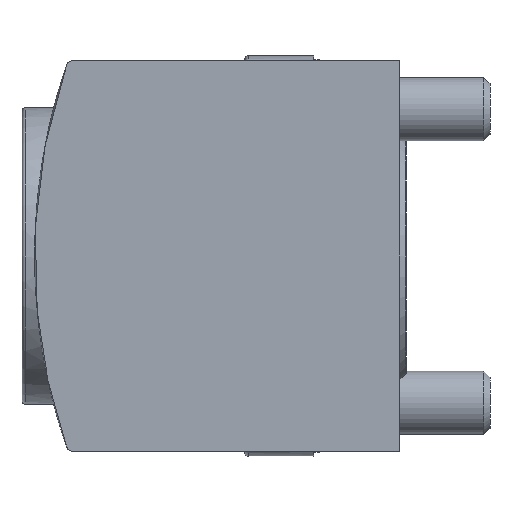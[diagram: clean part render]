
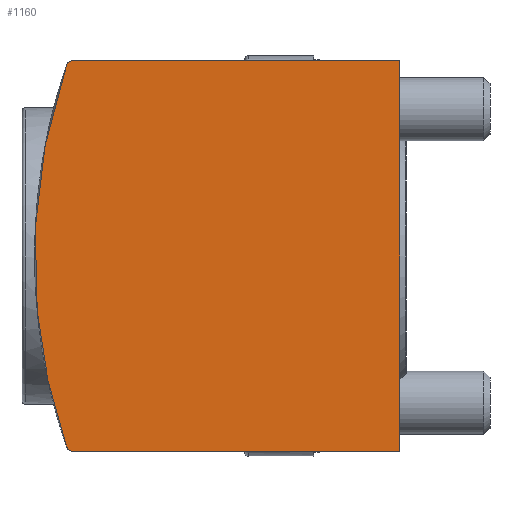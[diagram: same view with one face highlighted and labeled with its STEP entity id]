
A CAD part, left-side view. The second image highlights one B-rep face of the part: STEP entity #1160.
In plain terms, the highlighted planar face has unit normal (-1, 0.018, 0).
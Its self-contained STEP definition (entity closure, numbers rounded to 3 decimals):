
#133=PLANE('',#1289);
#181=ELLIPSE('',#1275,46.507,46.5);
#183=ELLIPSE('',#1278,0.5,0.5);
#185=ELLIPSE('',#1283,0.5,0.5);
#225=ORIENTED_EDGE('',*,*,#499,.T.);
#226=ORIENTED_EDGE('',*,*,#492,.T.);
#227=ORIENTED_EDGE('',*,*,#486,.T.);
#228=ORIENTED_EDGE('',*,*,#510,.T.);
#229=ORIENTED_EDGE('',*,*,#506,.T.);
#230=ORIENTED_EDGE('',*,*,#515,.F.);
#486=EDGE_CURVE('',#636,#635,#181,.T.);
#492=EDGE_CURVE('',#641,#636,#183,.T.);
#499=EDGE_CURVE('',#647,#641,#753,.T.);
#506=EDGE_CURVE('',#653,#654,#760,.T.);
#510=EDGE_CURVE('',#635,#653,#185,.T.);
#515=EDGE_CURVE('',#647,#654,#764,.T.);
#635=VERTEX_POINT('',#1834);
#636=VERTEX_POINT('',#1836);
#641=VERTEX_POINT('',#1886);
#647=VERTEX_POINT('',#1900);
#653=VERTEX_POINT('',#1914);
#654=VERTEX_POINT('',#1915);
#753=LINE('',#1899,#815);
#760=LINE('',#1913,#822);
#764=LINE('',#1931,#826);
#815=VECTOR('',#1461,1000.);
#822=VECTOR('',#1470,1000.);
#826=VECTOR('',#1488,1000.);
#884=EDGE_LOOP('',(#225,#226,#227,#228,#229,#230));
#1014=FACE_BOUND('',#884,.T.);
#1160=ADVANCED_FACE('',(#1014),#133,.T.);
#1275=AXIS2_PLACEMENT_3D('',#1835,#1443,#1444);
#1278=AXIS2_PLACEMENT_3D('',#1885,#1450,#1451);
#1283=AXIS2_PLACEMENT_3D('',#1922,#1476,#1477);
#1289=AXIS2_PLACEMENT_3D('',#1933,#1490,#1491);
#1443=DIRECTION('',(-1.,0.017,0.));
#1444=DIRECTION('',(-0.017,-1.,0.));
#1450=DIRECTION('',(-1.,0.017,0.));
#1451=DIRECTION('',(-0.017,-1.,0.));
#1461=DIRECTION('',(0.017,1.,0.));
#1470=DIRECTION('',(-0.017,-1.,0.));
#1476=DIRECTION('',(-1.,0.017,0.));
#1477=DIRECTION('',(-0.017,-1.,0.));
#1488=DIRECTION('',(0.,0.,-1.));
#1490=DIRECTION('',(-1.,0.017,0.));
#1491=DIRECTION('',(-0.017,-1.,0.));
#1834=CARTESIAN_POINT('',(-15.538,26.458,-15.163));
#1835=CARTESIAN_POINT('',(-16.305,-17.5,0.));
#1836=CARTESIAN_POINT('',(-15.538,26.458,15.163));
#1885=CARTESIAN_POINT('',(-15.546,25.986,15.));
#1886=CARTESIAN_POINT('',(-15.546,25.986,15.5));
#1899=CARTESIAN_POINT('',(-15.537,26.536,15.5));
#1900=CARTESIAN_POINT('',(-16.,0.,15.5));
#1913=CARTESIAN_POINT('',(-15.99,0.558,-15.5));
#1914=CARTESIAN_POINT('',(-15.546,25.986,-15.5));
#1915=CARTESIAN_POINT('',(-16.,0.,-15.5));
#1922=CARTESIAN_POINT('',(-15.546,25.986,-15.));
#1931=CARTESIAN_POINT('',(-16.,0.,15.5));
#1933=CARTESIAN_POINT('',(-16.,0.,16.));
